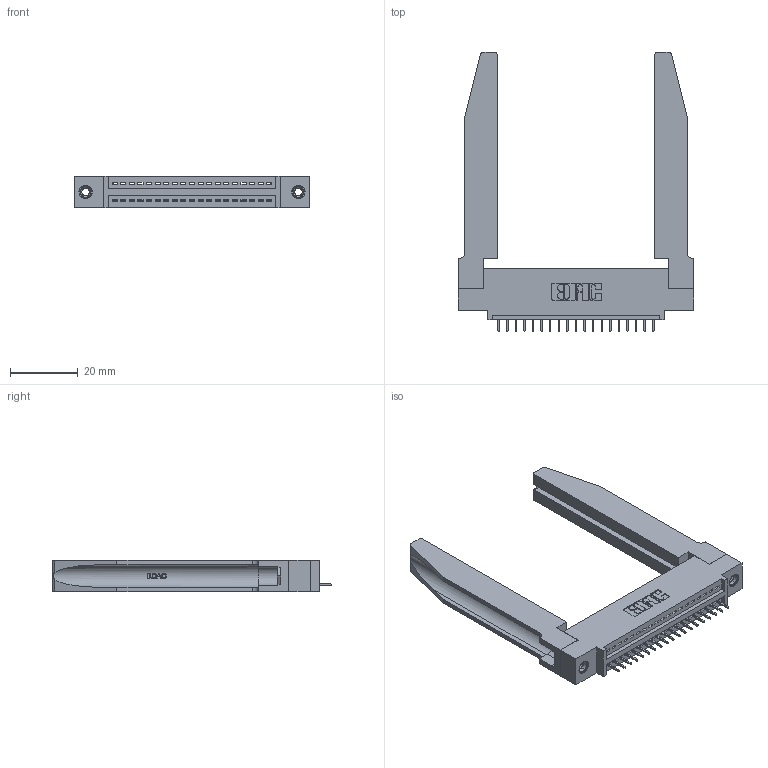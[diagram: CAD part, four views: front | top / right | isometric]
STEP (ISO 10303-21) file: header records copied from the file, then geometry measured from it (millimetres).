
FILE_DESCRIPTION (( 'STEP AP203' ), '1' );
FILE_NAME ('395-019-525-478.STEP', '2020-09-23T11:38:34', ( '' ), ( '' ), 'SwSTEP 2.0', 'SolidWorks 2020', '' );
FILE_SCHEMA (( 'CONFIG_CONTROL_DESIGN' ));
Length unit declared in the file: inch
Products named in the file (5): 395-019-525-478; 345-292-001_345-293-125; 345-250-001_345-250-001-102; 345-220-078_345-220-078; 345 Part_0.110 Offset - 0.156 Dia-TH
Assembly tree (24 placements, depth 2):
  395-019-525-478
    345 Part_0.110 Offset - 0.156 Dia-TH
    345-292-001_345-293-125  x19
    345-250-001_345-250-001-102  x2
    345-220-078_345-220-078  x2
Bounding box: 69.49 x 82.47 x 9.4 mm (x, y, z)
Volume: 14031.8 mm3; surface area: 14676.9 mm2
Topology: 24 solids, 24 shells, 1542 faces, 4381 edges, 2834 vertices
Faces by surface type: plane 1100, cylinder 390, bspline 36, cone 12, torus 4
Entity records: 22342 total; most frequent: CARTESIAN_POINT 4768, ORIENTED_EDGE 3618, DIRECTION 3205, EDGE_CURVE 1809, LINE 1511, VECTOR 1511, VERTEX_POINT 1196, AXIS2_PLACEMENT_3D 847
